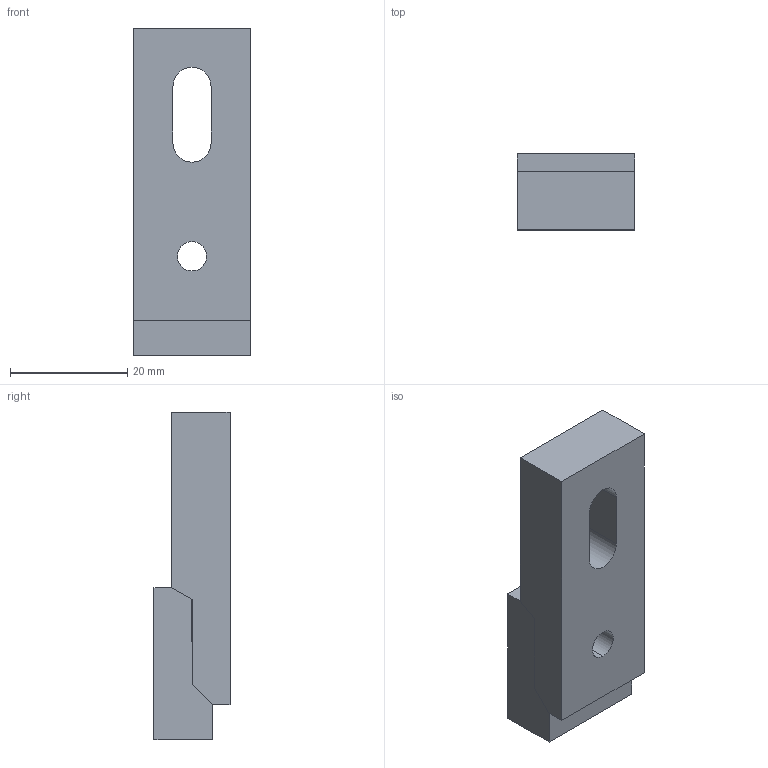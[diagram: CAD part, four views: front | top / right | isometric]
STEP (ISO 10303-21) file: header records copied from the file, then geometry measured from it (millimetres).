
FILE_DESCRIPTION (( 'STEP AP214' ), '1' );
FILE_NAME ('B991 Àëþìèíèåâûé óäëèíåííûé çàæèì.STEP', '2026-03-26T16:28:58', ( '' ), ( '' ), 'SwSTEP 2.0', 'SolidWorks 2026', '' );
FILE_SCHEMA (( 'AUTOMOTIVE_DESIGN' ));
Length unit declared in the file: millimetre
Products named in the file (3): B991 Алюминиевый удлиненный зажим_00; B991 Алюминиевый удлиненный зажим; B991 Ал. зажим_2_00
Assembly tree (2 placements, depth 2):
  B991 Алюминиевый удлиненный зажим
    B991 Алюминиевый удлиненный зажим_00
    B991 Ал. зажим_2_00
Bounding box: 20 x 13 x 56 mm (x, y, z)
Volume: 10429.9 mm3; surface area: 5350.9 mm2
Topology: 2 solids, 2 shells, 41 faces, 105 edges, 70 vertices
Faces by surface type: plane 28, cylinder 13
Entity records: 1345 total; most frequent: DIRECTION 223, CARTESIAN_POINT 221, ORIENTED_EDGE 210, EDGE_CURVE 105, LINE 79, VECTOR 79, AXIS2_PLACEMENT_3D 72, VERTEX_POINT 70
